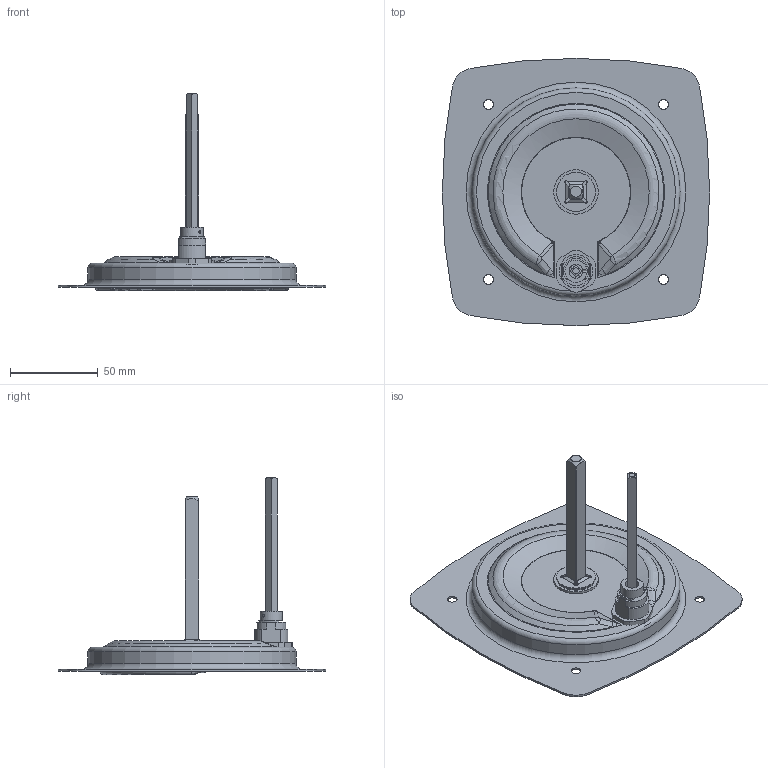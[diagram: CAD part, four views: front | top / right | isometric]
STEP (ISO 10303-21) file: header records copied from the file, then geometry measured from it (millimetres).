
FILE_DESCRIPTION(/* description */ ('RECESSED "D" HANDLE ASSEMBLY (PILLAR LOCKING)'),/* implementation_level */ '2;1');
FILE_NAME(/* name */ '9000-SSPL.stp',/* time_stamp */ '2023-11-21T12:56:40-05:00',/* author */ ('dtinay'),/* organization */ (''),/* preprocessor_version */ 'ST-DEVELOPER v20',/* originating_system */ 'Autodesk Inventor 2024',/* authorisation */ '');
FILE_SCHEMA (('AUTOMOTIVE_DESIGN { 1 0 10303 214 3 1 1 }'));
Length unit declared in the file: inch
Products named in the file (15): 9000-SSPL; 9000-SP54; 9000-PL1/PLS1; 9001-51; 9001-52; 40-5655-3; 9001-3; 16708; 16707; 9001-2; 9000-5; 207-1; 16337 Assembled; 9000-PL61; 4901-32
Assembly tree (16 placements, depth 5):
  9000-SSPL
    9000-SP54
      9000-PL1/PLS1
      9001-51
        9001-52
          40-5655-3
          9001-3
          16708
        16707  x2
        9001-2
      9000-5
      207-1
      16337 Assembled  x2
    9000-PL61
    4901-32
Bounding box: 152.4 x 152.4 x 112.43 mm (x, y, z)
Volume: 74353.4 mm3; surface area: 76465.7 mm2
Topology: 14 solids, 14 shells, 1454 faces, 3662 edges, 2261 vertices
Faces by surface type: plane 996, cylinder 265, bspline 137, torus 30, cone 14, sphere 12
Full cylindrical faces by diameter (mm): 1.499 x1, 1.524 x3, 2.515 x1, 2.667 x1, 2.794 x2, 3.251 x4, 3.962 x2, 4.064 x4, 4.343 x2, 5.563 x4, 7.925 x1, 12.7 x1, 14.3 x1, 14.605 x1, 15.748 x1, 16.129 x1, 22.352 x2, 25.4 x1, 26.187 x1, 27 x1, 116.586 x1, 118.72 x1
Entity records: 36793 total; most frequent: CARTESIAN_POINT 9941, ORIENTED_EDGE 5624, DIRECTION 5170, EDGE_CURVE 2812, VERTEX_POINT 1761, AXIS2_PLACEMENT_3D 1735, LINE 1700, VECTOR 1700
